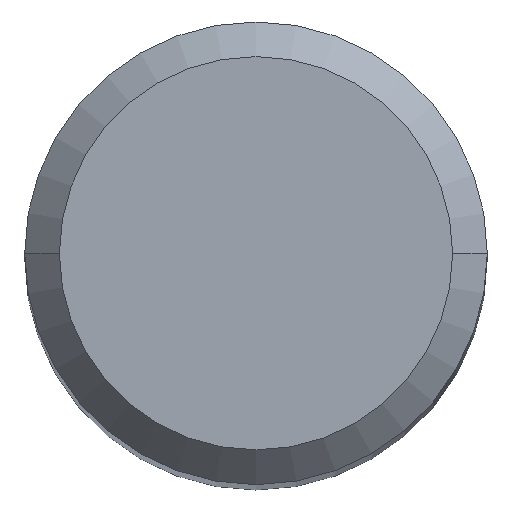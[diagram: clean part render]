
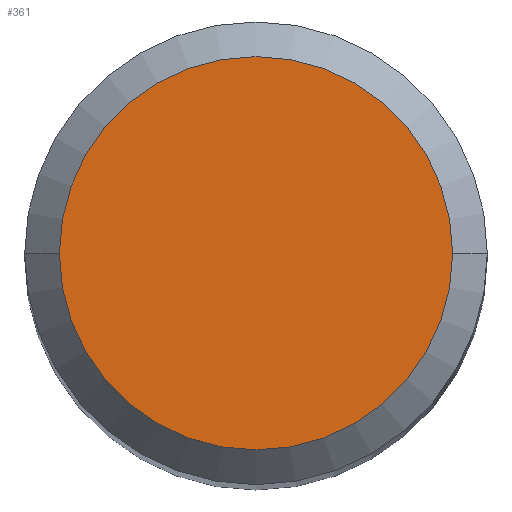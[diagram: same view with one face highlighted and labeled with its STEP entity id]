
A CAD part, top view. The second image highlights one B-rep face of the part: STEP entity #361.
In plain terms, the highlighted planar face has unit normal (0, 0, 1).
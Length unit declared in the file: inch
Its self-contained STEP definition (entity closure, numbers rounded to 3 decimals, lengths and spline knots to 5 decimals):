
#9 = EDGE_CURVE ( 'NONE', #362, #246, #190, .T. ) ;
#82 = DIRECTION ( 'NONE',  ( 1., 0., 0. ) ) ;
#85 = EDGE_CURVE ( 'NONE', #246, #362, #439, .T. ) ;
#87 = FACE_OUTER_BOUND ( 'NONE', #397, .T. ) ;
#102 = ORIENTED_EDGE ( 'NONE', *, *, #85, .T. ) ;
#137 = DIRECTION ( 'NONE',  ( 0., 0., 1. ) ) ;
#138 = DIRECTION ( 'NONE',  ( -1., 0., 0. ) ) ;
#150 = CARTESIAN_POINT ( 'NONE',  ( 0., 0., 0. ) ) ;
#161 = AXIS2_PLACEMENT_3D ( 'NONE', #455, #137, #320 ) ;
#190 = CIRCLE ( 'NONE', #161, 0.13387 ) ;
#217 = CARTESIAN_POINT ( 'NONE',  ( -0.13387, 0., 0. ) ) ;
#246 = VERTEX_POINT ( 'NONE', #305 ) ;
#305 = CARTESIAN_POINT ( 'NONE',  ( 0.13387, 0., 0. ) ) ;
#319 = AXIS2_PLACEMENT_3D ( 'NONE', #150, #437, #82 ) ;
#320 = DIRECTION ( 'NONE',  ( 1., 0., 0. ) ) ;
#360 = AXIS2_PLACEMENT_3D ( 'NONE', #392, #423, #138 ) ;
#361 = ADVANCED_FACE ( 'NONE', ( #87 ), #377, .F. ) ;
#362 = VERTEX_POINT ( 'NONE', #217 ) ;
#377 = PLANE ( 'NONE',  #360 ) ;
#392 = CARTESIAN_POINT ( 'NONE',  ( 0., 0., 0. ) ) ;
#397 = EDGE_LOOP ( 'NONE', ( #424, #102 ) ) ;
#423 = DIRECTION ( 'NONE',  ( 0., 0., -1. ) ) ;
#424 = ORIENTED_EDGE ( 'NONE', *, *, #9, .T. ) ;
#437 = DIRECTION ( 'NONE',  ( 0., 0., 1. ) ) ;
#439 = CIRCLE ( 'NONE', #319, 0.13387 ) ;
#455 = CARTESIAN_POINT ( 'NONE',  ( 0., 0., 0. ) ) ;
